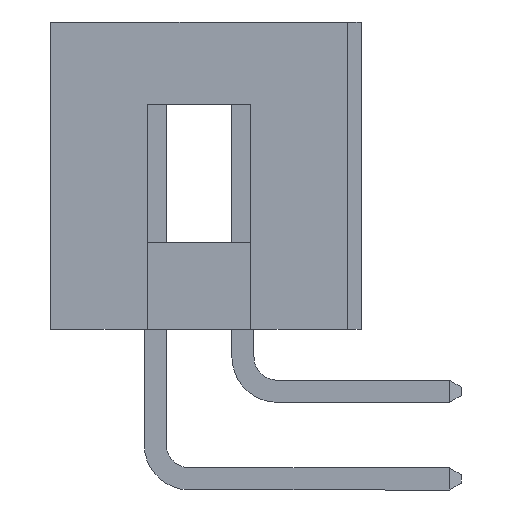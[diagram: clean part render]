
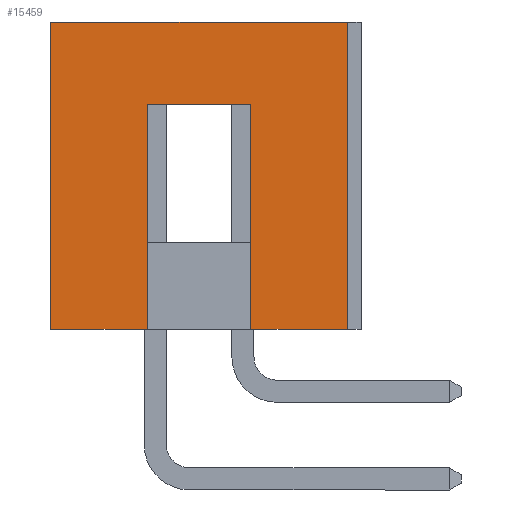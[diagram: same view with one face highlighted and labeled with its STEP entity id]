
A CAD part, left-side view. The second image highlights one B-rep face of the part: STEP entity #15459.
In plain terms, the highlighted planar face has unit normal (-1, 0, 0).
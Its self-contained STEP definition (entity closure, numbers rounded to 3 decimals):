
#436 = CARTESIAN_POINT ( 'NONE',  ( 0., 0., 0. ) ) ;
#1757 = VECTOR ( 'NONE', #21377, 1000. ) ;
#2501 = DIRECTION ( 'NONE',  ( 0., 0., -1. ) ) ;
#2570 = ORIENTED_EDGE ( 'NONE', *, *, #32155, .F. ) ;
#2943 = VECTOR ( 'NONE', #13115, 1000. ) ;
#4330 = CARTESIAN_POINT ( 'NONE',  ( 0., 8.6, 8.9 ) ) ;
#4796 = VECTOR ( 'NONE', #29789, 1000. ) ;
#5265 = EDGE_CURVE ( 'NONE', #5291, #13988, #27684, .T. ) ;
#5291 = VERTEX_POINT ( 'NONE', #8394 ) ;
#6473 = DIRECTION ( 'NONE',  ( -1., 0., 0. ) ) ;
#6575 = CARTESIAN_POINT ( 'NONE',  ( 0., 2.8, 6.5 ) ) ;
#7051 = ORIENTED_EDGE ( 'NONE', *, *, #5265, .F. ) ;
#7061 = DIRECTION ( 'NONE',  ( 0., 0., -1. ) ) ;
#7406 = AXIS2_PLACEMENT_3D ( 'NONE', #28655, #6473, #32385 ) ;
#8394 = CARTESIAN_POINT ( 'NONE',  ( 0., 0., 0. ) ) ;
#10153 = ORIENTED_EDGE ( 'NONE', *, *, #14231, .F. ) ;
#11812 = VERTEX_POINT ( 'NONE', #20631 ) ;
#12814 = LINE ( 'NONE', #35176, #2943 ) ;
#13115 = DIRECTION ( 'NONE',  ( 0., 1., 0. ) ) ;
#13706 = EDGE_CURVE ( 'NONE', #23064, #13973, #40136, .T. ) ;
#13973 = VERTEX_POINT ( 'NONE', #4330 ) ;
#13988 = VERTEX_POINT ( 'NONE', #19401 ) ;
#14231 = EDGE_CURVE ( 'NONE', #23064, #5291, #25449, .T. ) ;
#14665 = LINE ( 'NONE', #40881, #4796 ) ;
#15459 = ADVANCED_FACE ( 'NONE', ( #26291 ), #21202, .T. ) ;
#15920 = CARTESIAN_POINT ( 'NONE',  ( 0., 5.8, 0. ) ) ;
#17006 = LINE ( 'NONE', #29231, #36755 ) ;
#17490 = CARTESIAN_POINT ( 'NONE',  ( 0., 0., 8.9 ) ) ;
#18887 = DIRECTION ( 'NONE',  ( 0., 0., -1. ) ) ;
#19401 = CARTESIAN_POINT ( 'NONE',  ( 0., 2.8, 0. ) ) ;
#19432 = EDGE_CURVE ( 'NONE', #23400, #11812, #12814, .T. ) ;
#20509 = VERTEX_POINT ( 'NONE', #15920 ) ;
#20631 = CARTESIAN_POINT ( 'NONE',  ( 0., 5.8, 6.5 ) ) ;
#20687 = EDGE_LOOP ( 'NONE', ( #43877, #7051, #10153, #39134, #22439, #2570, #47081, #28420 ) ) ;
#21202 = PLANE ( 'NONE',  #7406 ) ;
#21377 = DIRECTION ( 'NONE',  ( 0., 1., 0. ) ) ;
#22439 = ORIENTED_EDGE ( 'NONE', *, *, #43275, .T. ) ;
#23059 = VECTOR ( 'NONE', #27758, 1000. ) ;
#23064 = VERTEX_POINT ( 'NONE', #27013 ) ;
#23101 = CARTESIAN_POINT ( 'NONE',  ( 0., 8.6, 0. ) ) ;
#23400 = VERTEX_POINT ( 'NONE', #6575 ) ;
#23455 = EDGE_CURVE ( 'NONE', #23400, #13988, #17006, .T. ) ;
#23602 = LINE ( 'NONE', #41165, #43345 ) ;
#24053 = CARTESIAN_POINT ( 'NONE',  ( 0., 5.8, 6.5 ) ) ;
#25449 = LINE ( 'NONE', #47187, #45236 ) ;
#26291 = FACE_OUTER_BOUND ( 'NONE', #20687, .T. ) ;
#27013 = CARTESIAN_POINT ( 'NONE',  ( 0., 0., 8.9 ) ) ;
#27684 = LINE ( 'NONE', #436, #46328 ) ;
#27758 = DIRECTION ( 'NONE',  ( 0., 0., -1. ) ) ;
#28420 = ORIENTED_EDGE ( 'NONE', *, *, #19432, .F. ) ;
#28655 = CARTESIAN_POINT ( 'NONE',  ( 0., 0., 8.9 ) ) ;
#29231 = CARTESIAN_POINT ( 'NONE',  ( 0., 2.8, 6.5 ) ) ;
#29789 = DIRECTION ( 'NONE',  ( 0., 1., 0. ) ) ;
#32155 = EDGE_CURVE ( 'NONE', #20509, #38004, #14665, .T. ) ;
#32385 = DIRECTION ( 'NONE',  ( 0., 0., 1. ) ) ;
#35176 = CARTESIAN_POINT ( 'NONE',  ( 0., 2.8, 6.5 ) ) ;
#36755 = VECTOR ( 'NONE', #7061, 1000. ) ;
#38004 = VERTEX_POINT ( 'NONE', #23101 ) ;
#38180 = EDGE_CURVE ( 'NONE', #11812, #20509, #42826, .T. ) ;
#39134 = ORIENTED_EDGE ( 'NONE', *, *, #13706, .T. ) ;
#40136 = LINE ( 'NONE', #17490, #1757 ) ;
#40881 = CARTESIAN_POINT ( 'NONE',  ( 0., 0., 0. ) ) ;
#41165 = CARTESIAN_POINT ( 'NONE',  ( 0., 8.6, 8.9 ) ) ;
#42826 = LINE ( 'NONE', #24053, #23059 ) ;
#43275 = EDGE_CURVE ( 'NONE', #13973, #38004, #23602, .T. ) ;
#43345 = VECTOR ( 'NONE', #18887, 1000. ) ;
#43877 = ORIENTED_EDGE ( 'NONE', *, *, #23455, .T. ) ;
#45236 = VECTOR ( 'NONE', #2501, 1000. ) ;
#45463 = DIRECTION ( 'NONE',  ( 0., 1., 0. ) ) ;
#46328 = VECTOR ( 'NONE', #45463, 1000. ) ;
#47081 = ORIENTED_EDGE ( 'NONE', *, *, #38180, .F. ) ;
#47187 = CARTESIAN_POINT ( 'NONE',  ( 0., 0., 8.9 ) ) ;
